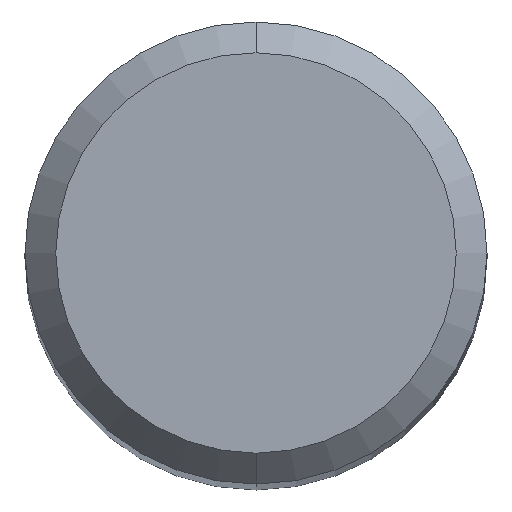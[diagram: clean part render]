
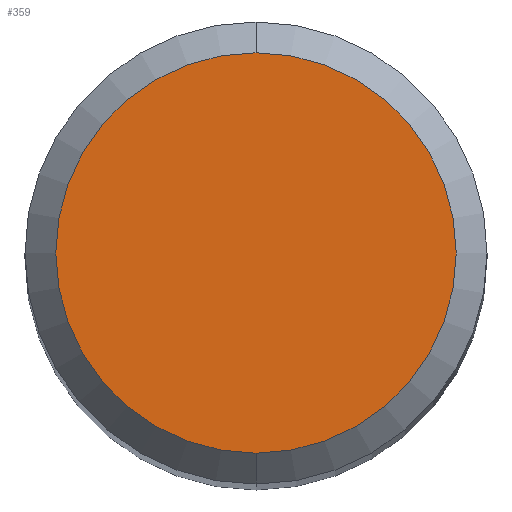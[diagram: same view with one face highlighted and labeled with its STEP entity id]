
A CAD part, top view. The second image highlights one B-rep face of the part: STEP entity #359.
In plain terms, the highlighted planar face has unit normal (0, 0, 1).
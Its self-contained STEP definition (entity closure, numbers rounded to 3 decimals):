
#213=EDGE_CURVE('',#301,#297,#523,.T.);
#287=EDGE_CURVE('',#297,#301,#605,.T.);
#297=VERTEX_POINT('',#616);
#301=VERTEX_POINT('',#620);
#359=ADVANCED_FACE('',(#685),#686,.T.);
#523=CIRCLE('',#888,2.6);
#605=CIRCLE('',#1076,2.6);
#616=CARTESIAN_POINT('',(0.0,2.6,0.0));
#620=CARTESIAN_POINT('',(0.,-2.6,0.0));
#685=FACE_OUTER_BOUND('',#1262,.T.);
#686=PLANE('',#1263);
#888=AXIS2_PLACEMENT_3D('',#1490,#1491,#1492);
#1076=AXIS2_PLACEMENT_3D('',#1590,#1591,#1592);
#1262=EDGE_LOOP('',(#1683,#1684));
#1263=AXIS2_PLACEMENT_3D('',#1685,#1686,#1687);
#1490=CARTESIAN_POINT('',(0.0,0.0,0.0));
#1491=DIRECTION('',(0.0,0.0,-1.0));
#1492=DIRECTION('',(0.0,1.0,0.0));
#1590=CARTESIAN_POINT('',(0.0,0.0,0.0));
#1591=DIRECTION('',(0.0,0.0,-1.0));
#1592=DIRECTION('',(0.0,1.0,0.0));
#1683=ORIENTED_EDGE('',*,*,#287,.F.);
#1684=ORIENTED_EDGE('',*,*,#213,.F.);
#1685=CARTESIAN_POINT('',(0.0,1.3,0.0));
#1686=DIRECTION('',(-0.0,0.0,1.0));
#1687=DIRECTION('',(0.0,-1.0,0.0));
